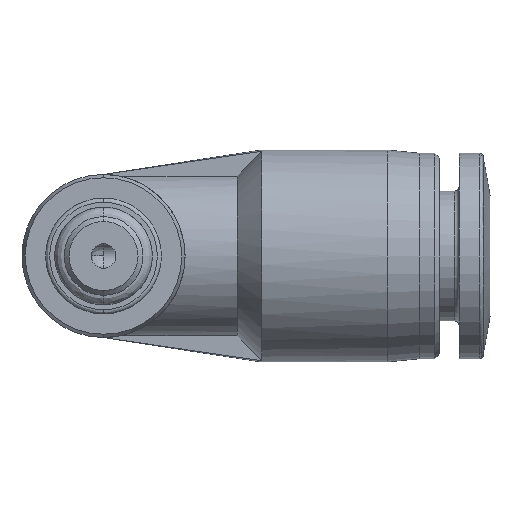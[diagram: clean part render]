
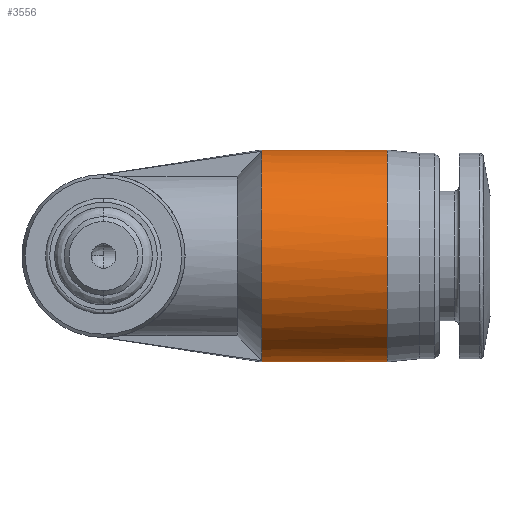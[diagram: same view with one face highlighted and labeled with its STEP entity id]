
A CAD part, front view. The second image highlights one B-rep face of the part: STEP entity #3556.
In plain terms, the highlighted cylindrical face has radius 6.5 mm (diameter 13 mm), a partial arc.
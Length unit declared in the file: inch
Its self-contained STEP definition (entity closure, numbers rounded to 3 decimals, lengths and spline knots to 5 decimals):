
#359 = DIRECTION ( 'NONE',  ( 1., 0., 0. ) ) ;
#540 = DIRECTION ( 'NONE',  ( -1., 0., 0. ) ) ;
#602 = CARTESIAN_POINT ( 'NONE',  ( 0.38193, 0.40414, -0.25591 ) ) ;
#617 = CIRCLE ( 'NONE', #1333, 0.25591 ) ;
#864 = B_SPLINE_CURVE_WITH_KNOTS ( 'NONE', 3,
 ( #8254, #7428, #4124, #9853 ),
 .UNSPECIFIED., .F., .F.,
 ( 4, 4 ),
 ( 0.001, 0.00201 ),
 .UNSPECIFIED. ) ;
#968 = ORIENTED_EDGE ( 'NONE', *, *, #5399, .T. ) ;
#1035 = CARTESIAN_POINT ( 'NONE',  ( 0.38189, 0.37795, -0.25286 ) ) ;
#1075 = CARTESIAN_POINT ( 'NONE',  ( 0.68504, 0.41732, -0.25591 ) ) ;
#1333 = AXIS2_PLACEMENT_3D ( 'NONE', #3358, #9130, #4225 ) ;
#1430 = DIRECTION ( 'NONE',  ( -1., 0., 0. ) ) ;
#1675 = LINE ( 'NONE', #3091, #5631 ) ;
#2049 = VERTEX_POINT ( 'NONE', #7572 ) ;
#2573 = CYLINDRICAL_SURFACE ( 'NONE', #3566, 0.25591 ) ;
#2642 = EDGE_LOOP ( 'NONE', ( #5428, #8678, #2775, #968, #5514, #3927 ) ) ;
#2775 = ORIENTED_EDGE ( 'NONE', *, *, #3561, .T. ) ;
#2834 = FACE_OUTER_BOUND ( 'NONE', #2642, .T. ) ;
#3074 = DIRECTION ( 'NONE',  ( 0., 0., 1. ) ) ;
#3091 = CARTESIAN_POINT ( 'NONE',  ( 0.53346, 0.41732, -0.25591 ) ) ;
#3358 = CARTESIAN_POINT ( 'NONE',  ( 0.68504, 0.41732, 0. ) ) ;
#3515 = CIRCLE ( 'NONE', #8446, 0.25591 ) ;
#3556 = ADVANCED_FACE ( 'NONE', ( #2834 ), #2573, .T. ) ;
#3561 = EDGE_CURVE ( 'NONE', #9493, #8402, #9161, .T. ) ;
#3566 = AXIS2_PLACEMENT_3D ( 'NONE', #8060, #540, #3074 ) ;
#3927 = ORIENTED_EDGE ( 'NONE', *, *, #6779, .T. ) ;
#4124 = CARTESIAN_POINT ( 'NONE',  ( 0.38189, 0.391, 0.25489 ) ) ;
#4225 = DIRECTION ( 'NONE',  ( 0., -1., 0. ) ) ;
#4799 = CARTESIAN_POINT ( 'NONE',  ( 0.38189, 0.37795, -0.25286 ) ) ;
#5399 = EDGE_CURVE ( 'NONE', #8402, #2049, #864, .T. ) ;
#5413 = CARTESIAN_POINT ( 'NONE',  ( 0.38189, 0.41732, 0. ) ) ;
#5428 = ORIENTED_EDGE ( 'NONE', *, *, #8630, .F. ) ;
#5514 = ORIENTED_EDGE ( 'NONE', *, *, #6096, .T. ) ;
#5631 = VECTOR ( 'NONE', #6458, 39.37008 ) ;
#6056 = VERTEX_POINT ( 'NONE', #10190 ) ;
#6096 = EDGE_CURVE ( 'NONE', #2049, #7655, #3515, .T. ) ;
#6229 = DIRECTION ( 'NONE',  ( 0., 0., 1. ) ) ;
#6359 = EDGE_CURVE ( 'NONE', #9493, #10691, #617, .T. ) ;
#6441 = CARTESIAN_POINT ( 'NONE',  ( 0.53346, 0.41732, 0.25591 ) ) ;
#6458 = DIRECTION ( 'NONE',  ( -1., 0., 0. ) ) ;
#6465 = CARTESIAN_POINT ( 'NONE',  ( 0.38193, 0.41732, -0.25591 ) ) ;
#6779 = EDGE_CURVE ( 'NONE', #7655, #6056, #8751, .T. ) ;
#7004 = VECTOR ( 'NONE', #1430, 39.37008 ) ;
#7428 = CARTESIAN_POINT ( 'NONE',  ( 0.38193, 0.40412, 0.25591 ) ) ;
#7572 = CARTESIAN_POINT ( 'NONE',  ( 0.38189, 0.37795, 0.25286 ) ) ;
#7655 = VERTEX_POINT ( 'NONE', #1035 ) ;
#8060 = CARTESIAN_POINT ( 'NONE',  ( 0.53346, 0.41732, 0. ) ) ;
#8254 = CARTESIAN_POINT ( 'NONE',  ( 0.38193, 0.41732, 0.25591 ) ) ;
#8397 = CARTESIAN_POINT ( 'NONE',  ( 0.38193, 0.41732, 0.25591 ) ) ;
#8402 = VERTEX_POINT ( 'NONE', #8397 ) ;
#8446 = AXIS2_PLACEMENT_3D ( 'NONE', #5413, #359, #6229 ) ;
#8630 = EDGE_CURVE ( 'NONE', #10691, #6056, #1675, .T. ) ;
#8678 = ORIENTED_EDGE ( 'NONE', *, *, #6359, .F. ) ;
#8751 = B_SPLINE_CURVE_WITH_KNOTS ( 'NONE', 3,
 ( #4799, #10487, #602, #6465 ),
 .UNSPECIFIED., .F., .F.,
 ( 4, 4 ),
 ( 0., 0.001 ),
 .UNSPECIFIED. ) ;
#9130 = DIRECTION ( 'NONE',  ( 1., 0., 0. ) ) ;
#9161 = LINE ( 'NONE', #6441, #7004 ) ;
#9493 = VERTEX_POINT ( 'NONE', #10011 ) ;
#9853 = CARTESIAN_POINT ( 'NONE',  ( 0.38189, 0.37795, 0.25286 ) ) ;
#10011 = CARTESIAN_POINT ( 'NONE',  ( 0.68504, 0.41732, 0.25591 ) ) ;
#10190 = CARTESIAN_POINT ( 'NONE',  ( 0.38193, 0.41732, -0.25591 ) ) ;
#10487 = CARTESIAN_POINT ( 'NONE',  ( 0.38189, 0.39098, -0.25489 ) ) ;
#10691 = VERTEX_POINT ( 'NONE', #1075 ) ;
